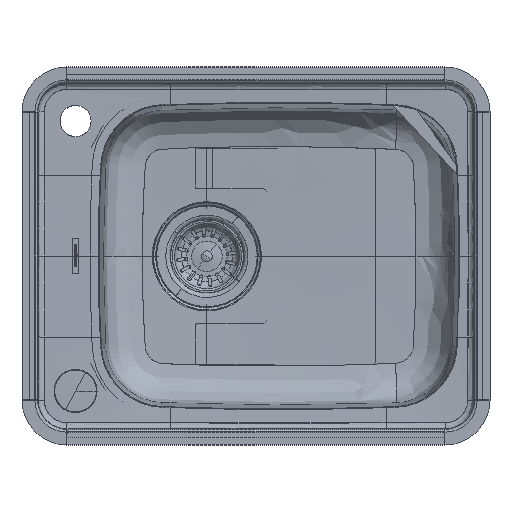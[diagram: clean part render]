
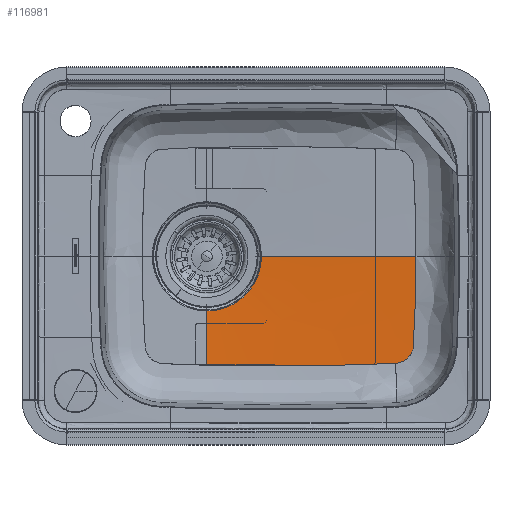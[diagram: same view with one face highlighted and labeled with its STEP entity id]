
A CAD part, top view. The second image highlights one B-rep face of the part: STEP entity #116981.
In plain terms, the highlighted free-form (B-spline) face has degree [1, 7] with [2, 8] control points.
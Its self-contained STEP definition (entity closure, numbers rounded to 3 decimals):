
#92711=CARTESIAN_POINT(' ',(211.591,0.,-199.977));
#92716=DIRECTION(' ',(0.999,0.,0.035));
#92721=VECTOR(' ',#92716,1.);
#92726=LINE('',#92711,#92721);
#92731=CARTESIAN_POINT(' ',(211.591,0.,-199.977));
#92732=VERTEX_POINT(' ',#92731);
#92736=CARTESIAN_POINT(' ',(383.181,0.,-193.984));
#92737=VERTEX_POINT(' ',#92736);
#92741=EDGE_CURVE(' ',#92732,#92737,#92726,.T.);
#93996=CARTESIAN_POINT(' ',(360.672,-118.867,-193.676));
#93997=VERTEX_POINT(' ',#93996);
#94011=CARTESIAN_POINT(' ',(150.921,-120.981,-197.87));
#94016=CARTESIAN_POINT(' ',(157.002,-121.134,-197.865));
#94021=CARTESIAN_POINT(' ',(163.1,-121.265,-197.845));
#94026=CARTESIAN_POINT(' ',(175.442,-121.486,-197.773));
#94031=CARTESIAN_POINT(' ',(181.697,-121.576,-197.721));
#94036=CARTESIAN_POINT(' ',(203.843,-121.817,-197.487));
#94041=CARTESIAN_POINT(' ',(220.405,-121.862,-197.222));
#94046=CARTESIAN_POINT(' ',(244.816,-121.73,-196.73));
#94051=CARTESIAN_POINT(' ',(251.921,-121.669,-196.577));
#94056=CARTESIAN_POINT(' ',(266.408,-121.497,-196.245));
#94061=CARTESIAN_POINT(' ',(273.789,-121.386,-196.066));
#94066=CARTESIAN_POINT(' ',(288.627,-121.114,-195.694));
#94071=CARTESIAN_POINT(' ',(296.107,-120.953,-195.499));
#94076=CARTESIAN_POINT(' ',(311.146,-120.578,-195.095));
#94081=CARTESIAN_POINT(' ',(318.703,-120.366,-194.887));
#94086=CARTESIAN_POINT(' ',(337.753,-119.765,-194.35));
#94091=CARTESIAN_POINT(' ',(349.271,-119.343,-194.014));
#94096=CARTESIAN_POINT(' ',(360.672,-118.867,-193.676));
#94101=B_SPLINE_CURVE_WITH_KNOTS('',3,(#94011,#94016,#94021,#94026,#94031,#94036,#94041,#94046,#94051,#94056,#94061,#94066,#94071,#94076,#94081,#94086,#94091,#94096),.UNSPECIFIED.,.F.,.U.,(4,2,2,2,2,2,2,2,4),(0.,0.1,0.2,0.449,0.549,0.649,0.749,0.849,1.),.UNSPECIFIED.);
#94106=CARTESIAN_POINT(' ',(150.921,-120.981,-197.87));
#94107=VERTEX_POINT(' ',#94106);
#94111=EDGE_CURVE(' ',#94107,#93997,#94101,.T.);
#100591=CARTESIAN_POINT(' ',(360.672,-118.867,-193.676));
#100596=CARTESIAN_POINT(' ',(364.185,-118.721,-193.572));
#100601=CARTESIAN_POINT(' ',(367.804,-117.667,-193.479));
#100606=CARTESIAN_POINT(' ',(372.144,-114.872,-193.391));
#100611=CARTESIAN_POINT(' ',(373.181,-114.063,-193.371));
#100616=CARTESIAN_POINT(' ',(375.647,-111.698,-193.332));
#100621=CARTESIAN_POINT(' ',(377.069,-109.921,-193.315));
#100626=CARTESIAN_POINT(' ',(379.563,-105.211,-193.307));
#100631=CARTESIAN_POINT(' ',(380.279,-102.592,-193.322));
#100636=CARTESIAN_POINT(' ',(380.629,-99.12,-193.359));
#100641=CARTESIAN_POINT(' ',(380.695,-97.385,-193.381));
#100646=CARTESIAN_POINT(' ',(380.994,-91.458,-193.451));
#100651=CARTESIAN_POINT(' ',(381.225,-86.494,-193.506));
#100656=CARTESIAN_POINT(' ',(381.622,-77.202,-193.601));
#100661=CARTESIAN_POINT(' ',(381.793,-72.873,-193.642));
#100666=CARTESIAN_POINT(' ',(382.335,-57.784,-193.774));
#100671=CARTESIAN_POINT(' ',(382.632,-47.037,-193.847));
#100676=CARTESIAN_POINT(' ',(382.919,-31.917,-193.918));
#100681=CARTESIAN_POINT(' ',(382.987,-27.575,-193.935));
#100686=CARTESIAN_POINT(' ',(383.134,-15.496,-193.972));
#100691=CARTESIAN_POINT(' ',(383.181,-7.749,-193.984));
#100696=CARTESIAN_POINT(' ',(383.181,0.,-193.984));
#100701=B_SPLINE_CURVE_WITH_KNOTS('',3,(#100591,#100596,#100601,#100606,#100611,#100616,#100621,#100626,#100631,#100636,#100641,#100646,#100651,#100656,#100661,#100666,#100671,#100676,#100681,#100686,#100691,#100696),.UNSPECIFIED.,.F.,.U.,(4,2,2,2,2,2,2,2,2,2,4),(0.,0.1,0.133,0.18,0.237,0.259,0.374,0.474,0.723,0.823,1.),.UNSPECIFIED.);
#100706=EDGE_CURVE(' ',#93997,#92737,#100701,.T.);
#116436=CARTESIAN_POINT(' ',(150.921,-60.67,-199.977));
#116441=DIRECTION(' ',(0.,-0.999,0.035));
#116446=VECTOR(' ',#116441,1.);
#116451=LINE('',#116436,#116446);
#116456=CARTESIAN_POINT(' ',(150.921,-60.67,-199.977));
#116457=VERTEX_POINT(' ',#116456);
#116461=EDGE_CURVE(' ',#116457,#94107,#116451,.T.);
#116831=CARTESIAN_POINT(' ',(150.921,-60.67,-199.977));
#116836=CARTESIAN_POINT(' ',(164.535,-60.67,-199.977));
#116841=CARTESIAN_POINT(' ',(178.143,-57.105,-199.977));
#116846=CARTESIAN_POINT(' ',(190.648,-49.979,-199.977));
#116851=CARTESIAN_POINT(' ',(200.901,-39.723,-199.977));
#116856=CARTESIAN_POINT(' ',(208.027,-27.229,-199.977));
#116861=CARTESIAN_POINT(' ',(211.591,-13.614,-199.977));
#116866=CARTESIAN_POINT(' ',(211.591,0.,-199.977));
#116871=CARTESIAN_POINT(' ',(150.921,-251.65,-193.307));
#116876=CARTESIAN_POINT(' ',(207.391,-251.65,-193.307));
#116881=CARTESIAN_POINT(' ',(263.835,-236.861,-193.307));
#116886=CARTESIAN_POINT(' ',(315.702,-207.304,-193.307));
#116891=CARTESIAN_POINT(' ',(358.229,-164.766,-193.307));
#116896=CARTESIAN_POINT(' ',(387.788,-112.94,-193.307));
#116901=CARTESIAN_POINT(' ',(402.568,-56.47,-193.307));
#116906=CARTESIAN_POINT(' ',(402.568,0.,-193.307));
#116911=B_SPLINE_SURFACE_WITH_KNOTS(' ',1,7,((#116831,#116836,#116841,#116846,#116851,#116856,#116861,#116866),(#116871,#116876,#116881,#116886,#116891,#116896,#116901,#116906)),.UNSPECIFIED.,.F.,.F.,.U.,(2,2),(8,8),(0.23,215.73),(0.,282.506),.UNSPECIFIED.);
#116916=CARTESIAN_POINT(' ',(150.922,-0.002,-199.977));
#116921=DIRECTION(' ',(0.,0.,-1.));
#116926=DIRECTION(' ',(1.,0.,0.));
#116931=AXIS2_PLACEMENT_3D(' ',#116916,#116921,#116926);
#116936=CIRCLE('',#116931,60.669);
#116941=EDGE_CURVE(' ',#92732,#116457,#116936,.T.);
#116946=ORIENTED_EDGE(' ',*,*,#116941,.T.);
#116951=ORIENTED_EDGE(' ',*,*,#116461,.T.);
#116956=ORIENTED_EDGE(' ',*,*,#94111,.T.);
#116961=ORIENTED_EDGE(' ',*,*,#100706,.T.);
#116966=ORIENTED_EDGE(' ',*,*,#92741,.F.);
#116971=EDGE_LOOP(' ',(#116946,#116951,#116956,#116961,#116966));
#116976=FACE_OUTER_BOUND(' ',#116971,.T.);
#116981=ADVANCED_FACE('',(#116976),#116911,.T.);
